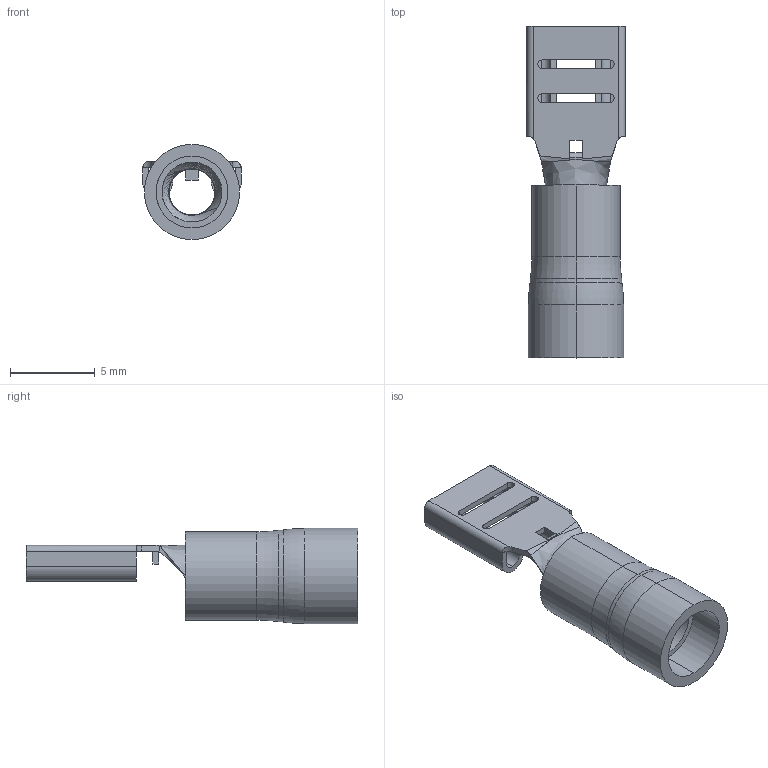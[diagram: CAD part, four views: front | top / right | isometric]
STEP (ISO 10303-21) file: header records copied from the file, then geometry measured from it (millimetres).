
FILE_DESCRIPTION (( 'STEP AP214' ), '1' );
FILE_NAME ('V70FH004003.step', '2017-09-28T13:18:27', ( '' ), ( '' ), 'SwSTEP 2.0', 'SolidWorks 2017', '' );
FILE_SCHEMA (( 'AUTOMOTIVE_DESIGN' ));
Length unit declared in the file: millimetre
Products named in the file (1): V70FH004003
Bounding box: 5.8 x 19.55 x 5.6 mm (x, y, z)
Volume: 174.2 mm3; surface area: 698.9 mm2
Topology: 2 solids, 2 shells, 103 faces, 282 edges, 178 vertices
Faces by surface type: cylinder 45, plane 36, bspline 12, cone 6, torus 4
Entity records: 4241 total; most frequent: CARTESIAN_POINT 1485, ORIENTED_EDGE 556, DIRECTION 487, EDGE_CURVE 278, AXIS2_PLACEMENT_3D 178, VERTEX_POINT 178, LINE 131, VECTOR 131
